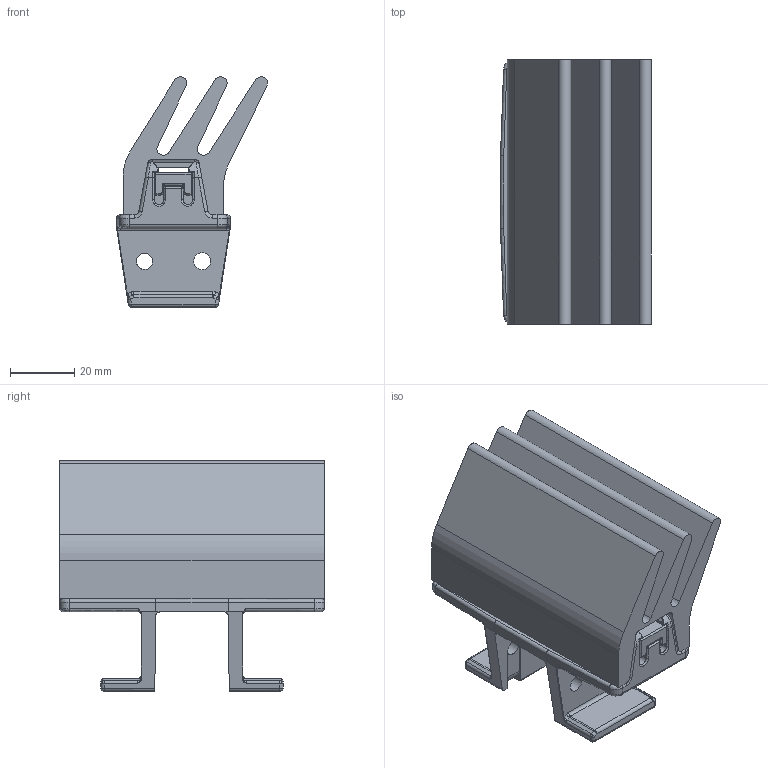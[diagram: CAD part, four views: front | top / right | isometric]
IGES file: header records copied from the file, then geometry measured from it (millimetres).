
Start section:  PTC IGES file: l1873628683-catalogo.igs
Global section: file name: l1873628683-catalogo.igs; native system: Pro/ENGINEER by Parametric Technology Corporation; preprocessor: 2009380; author: RCRU51; organization: Rex Nord Marbet spa; date: 20100304.155802; units: millimetre
Bounding box: 47.1 x 82.6 x 71.9 mm (x, y, z)
Surface area: 35298.5 mm2 (no closed solid volume)
Topology: 0 solids, 0 shells, 498 faces, 2736 edges, 2732 vertices
Faces by surface type: bspline 249, revolution 249
